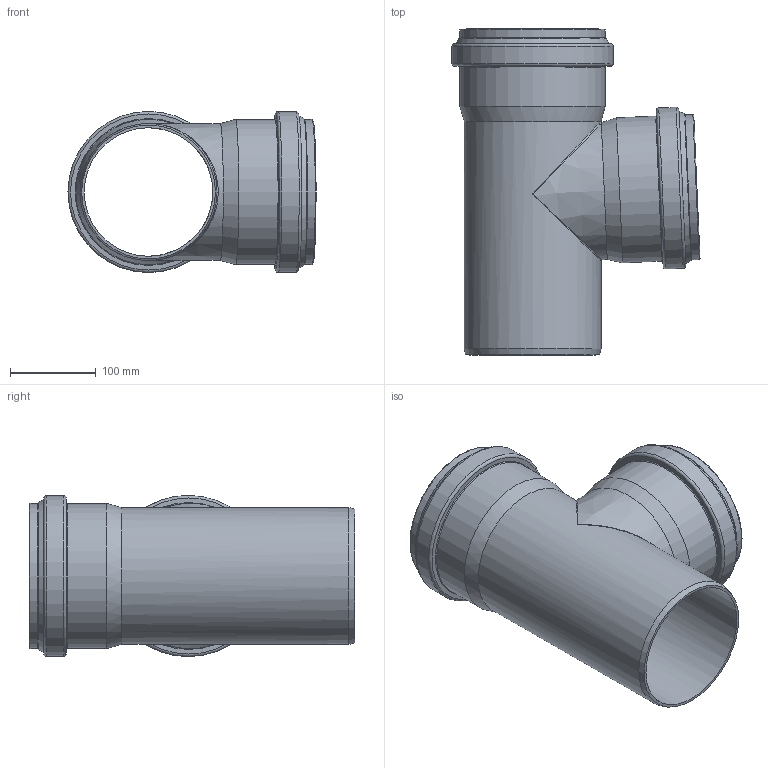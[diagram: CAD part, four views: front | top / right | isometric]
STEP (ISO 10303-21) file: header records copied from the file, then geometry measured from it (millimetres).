
FILE_DESCRIPTION(/* description */ (''),/* implementation_level */ '2;1');
FILE_NAME(/* name */ '774550 KG2000EA Abzweig DN_OD 160_160_87°.stp',/* time_stamp */ '2017-01-30T13:18:32+01:00',/* author */ ('user1'),/* organization */ (''),/* preprocessor_version */ 'ST-DEVELOPER v16.1',/* originating_system */ 'Autodesk Inventor 2016',/* authorisation */ '');
FILE_SCHEMA (('AUTOMOTIVE_DESIGN { 1 0 10303 214 3 1 1 }'));
Length unit declared in the file: millimetre
Products named in the file (1): 774550 KG2000EA Abzweig DN_OD 160_160_87°
Bounding box: 290 x 381 x 188.4 mm (x, y, z)
Volume: 1170887.2 mm3; surface area: 515427.2 mm2
Topology: 1 solids, 1 shells, 69 faces, 142 edges, 78 vertices
Faces by surface type: torus 28, cone 16, cylinder 15, plane 9, bspline 1
Full cylindrical faces by diameter (mm): 150.3 x2, 160.1 x1, 160.7 x4, 169.7 x4, 179.4 x2, 188.4 x2
Entity records: 2505 total; most frequent: CARTESIAN_POINT 1271, DIRECTION 278, ORIENTED_EDGE 152, AXIS2_PLACEMENT_3D 139, EDGE_LOOP 137, EDGE_CURVE 76, VERTEX_POINT 73, FACE_OUTER_BOUND 69
